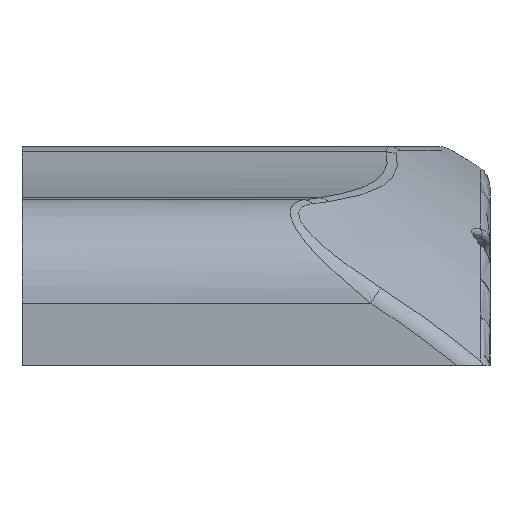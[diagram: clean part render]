
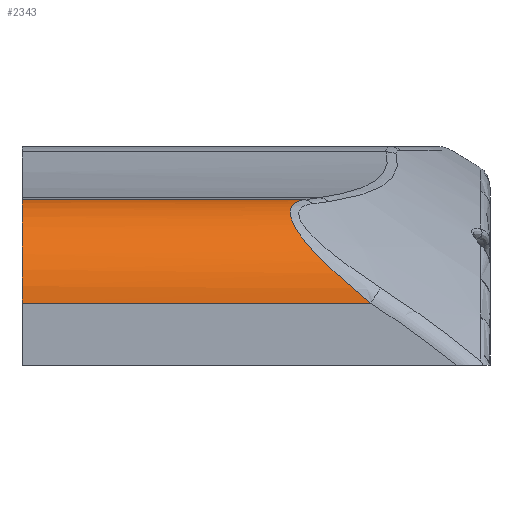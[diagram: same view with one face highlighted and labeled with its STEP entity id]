
A CAD part, left-side view. The second image highlights one B-rep face of the part: STEP entity #2343.
In plain terms, the highlighted cylindrical face has radius 10 mm (diameter 20 mm), a partial arc.
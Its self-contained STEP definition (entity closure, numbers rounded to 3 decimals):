
#101=B_SPLINE_CURVE_WITH_KNOTS('',3,(#4674,#4675,#4676,#4677,#4678,#4679,
#4680,#4681,#4682,#4683),.UNSPECIFIED.,.F.,.F.,(4,1,1,1,1,1,1,4),(-1.552,
-1.33,-1.108,-0.997,-0.887,
-0.665,-0.443,0.),.UNSPECIFIED.);
#301=FACE_OUTER_BOUND('',#445,.T.);
#445=EDGE_LOOP('',(#2079,#2080,#2081,#2082));
#620=LINE('',#4701,#786);
#621=LINE('',#4704,#787);
#786=VECTOR('',#3223,10.);
#787=VECTOR('',#3226,10.);
#913=CIRCLE('',#2602,10.);
#1131=VERTEX_POINT('',#4612);
#1133=VERTEX_POINT('',#4673);
#1135=VERTEX_POINT('',#4700);
#1136=VERTEX_POINT('',#4702);
#1464=EDGE_CURVE('',#1131,#1133,#101,.T.);
#1469=EDGE_CURVE('',#1131,#1135,#620,.T.);
#1470=EDGE_CURVE('',#1135,#1136,#913,.T.);
#1471=EDGE_CURVE('',#1136,#1133,#621,.T.);
#2079=ORIENTED_EDGE('',*,*,#1464,.F.);
#2080=ORIENTED_EDGE('',*,*,#1469,.T.);
#2081=ORIENTED_EDGE('',*,*,#1470,.T.);
#2082=ORIENTED_EDGE('',*,*,#1471,.T.);
#2217=CYLINDRICAL_SURFACE('',#2601,10.);
#2343=ADVANCED_FACE('',(#301),#2217,.T.);
#2601=AXIS2_PLACEMENT_3D('',#4699,#3221,#3222);
#2602=AXIS2_PLACEMENT_3D('',#4703,#3224,#3225);
#3221=DIRECTION('center_axis',(0.,1.,0.));
#3222=DIRECTION('ref_axis',(-0.741,0.,0.672));
#3223=DIRECTION('',(0.,1.,0.));
#3224=DIRECTION('center_axis',(0.,-1.,0.));
#3225=DIRECTION('ref_axis',(-0.741,0.,0.672));
#3226=DIRECTION('',(0.,-1.,0.));
#4612=CARTESIAN_POINT('',(-50.984,-52.111,15.915));
#4673=CARTESIAN_POINT('',(-60.003,-58.536,5.964));
#4674=CARTESIAN_POINT('Ctrl Pts',(-50.984,-52.111,15.915));
#4675=CARTESIAN_POINT('Ctrl Pts',(-51.706,-51.654,15.844));
#4676=CARTESIAN_POINT('Ctrl Pts',(-53.285,-50.85,15.539));
#4677=CARTESIAN_POINT('Ctrl Pts',(-55.43,-50.691,14.458));
#4678=CARTESIAN_POINT('Ctrl Pts',(-56.794,-51.198,13.341));
#4679=CARTESIAN_POINT('Ctrl Pts',(-57.897,-51.952,12.19));
#4680=CARTESIAN_POINT('Ctrl Pts',(-58.853,-53.204,10.747));
#4681=CARTESIAN_POINT('Ctrl Pts',(-59.785,-55.458,8.538));
#4682=CARTESIAN_POINT('Ctrl Pts',(-60.003,-57.297,6.971));
#4683=CARTESIAN_POINT('Ctrl Pts',(-60.003,-58.536,5.964));
#4699=CARTESIAN_POINT('Origin',(-50.003,-25.005,5.964));
#4700=CARTESIAN_POINT('',(-50.984,-25.005,15.915));
#4701=CARTESIAN_POINT('',(-50.984,-25.005,15.915));
#4702=CARTESIAN_POINT('',(-60.003,-25.005,5.964));
#4703=CARTESIAN_POINT('Origin',(-50.003,-25.005,5.964));
#4704=CARTESIAN_POINT('',(-60.003,-25.005,5.964));
